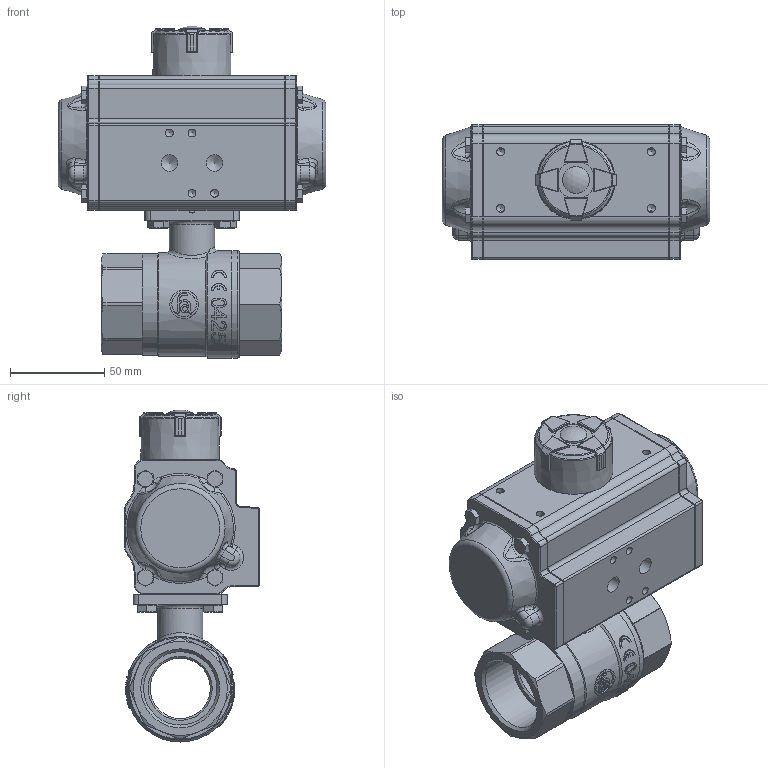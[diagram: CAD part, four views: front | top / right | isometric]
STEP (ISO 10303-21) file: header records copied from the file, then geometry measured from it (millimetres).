
FILE_DESCRIPTION(/* description */ ('Unknown'),/* implementation_level */ '2;1');
FILE_NAME(/* name */ 'DW02_FR010767-07',/* time_stamp */ '2022-10-14T11:16:14+02:00',/* author */ ('Unknown'),/* organization */ ('Unknown'),/* preprocessor_version */ 'ST-DEVELOPER v16.7',/* originating_system */ 'Solid Edge',/* authorisation */ 'Unknown');
FILE_SCHEMA (('AUTOMOTIVE_DESIGN {1 0 10303 214 3 1 1}'));
Length unit declared in the file: millimetre
Products named in the file (17): DW02_FR010767-07; 2.110.032_(767-07); LA0162#11032; OR0072#V34; SE0164#032; RO0079#06; AT0042#33; OR0072#V21; LA0020#032; LA0161#032; DIN 933 M6x18 A2-70 BLK_EDST; DW02_FR01_(DW20_FR15); KP-50; cup head square neck bolts grade b gb_GB_FASTENER_BOLT_CHSNBSHB M6X25
-N; ________(___________; _____________; ______
Assembly tree (24 placements, depth 3):
  DW02_FR010767-07
    2.110.032_(767-07)
      LA0162#11032
      OR0072#V34  x2
      SE0164#032  x2
      RO0079#06
      AT0042#33
      OR0072#V21  x2
      LA0020#032
      LA0161#032
    DIN 933 M6x18 A2-70 BLK_EDST  x4
    DW02_FR01_(DW20_FR15)
      KP-50
      cup head square neck bolts grade b gb_GB_FASTENER_BOLT_CHSNBSHB M6X25
-N
      ________(___________  x2
      _____________  x2
      ______
Bounding box: 142.2 x 71.5 x 176.32 mm (x, y, z)
Volume: 700938.6 mm3; surface area: 130540 mm2
Topology: 22 solids, 22 shells, 1438 faces, 3427 edges, 2084 vertices
Faces by surface type: plane 540, cylinder 403, cone 182, bspline 175, torus 123, sphere 15
Full cylindrical faces by diameter (mm): 2.1 x2, 2.505 x1, 3 x16, 3.3 x8, 4.2 x12, 5 x5, 6 x9, 6.2 x1, 7 x4, 8.1 x2, 8.8 x2, 10 x4, 10.8 x1, 11 x3, 11.02 x1, 11.1 x1, 11.7 x1, 13.009 x1, 13.9 x1, 14.2 x1, 14.5 x2, 15 x1, 15.5 x1, 15.9 x1, 20 x1, 22 x1, 23.5 x1, 24 x1, 25 x1, 32 x5
Entity records: 46331 total; most frequent: CARTESIAN_POINT 16984, DIRECTION 5449, ORIENTED_EDGE 5328, EDGE_CURVE 2664, AXIS2_PLACEMENT_3D 2184, VERTEX_POINT 1747, FACE_BOUND 1543, EDGE_LOOP 1523
